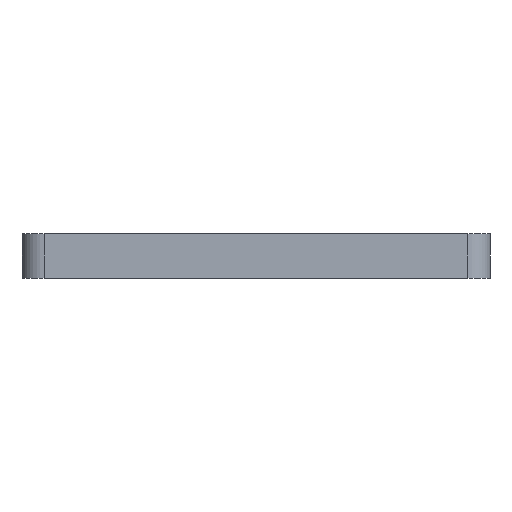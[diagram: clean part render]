
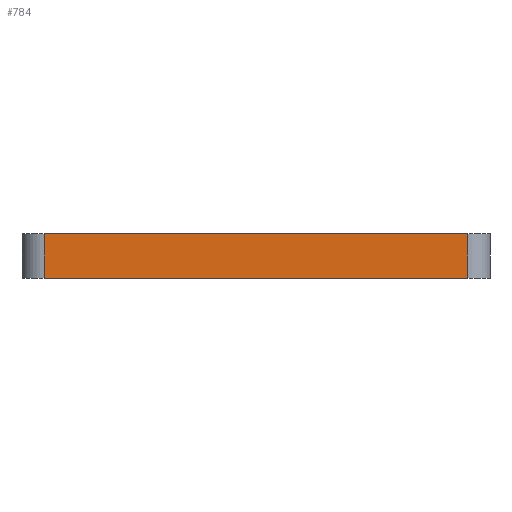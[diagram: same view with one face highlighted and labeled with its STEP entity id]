
A CAD part, front view. The second image highlights one B-rep face of the part: STEP entity #784.
In plain terms, the highlighted planar face has unit normal (0, -1, 0).
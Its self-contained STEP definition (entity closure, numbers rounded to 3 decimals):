
#54=PLANE('',#857);
#80=FACE_OUTER_BOUND('',#134,.T.);
#134=EDGE_LOOP('',(#605,#606,#607,#608));
#188=LINE('',#1152,#264);
#209=LINE('',#1222,#285);
#210=LINE('',#1226,#286);
#211=LINE('',#1227,#287);
#264=VECTOR('',#930,10.);
#285=VECTOR('',#985,10.);
#286=VECTOR('',#990,10.);
#287=VECTOR('',#991,10.);
#374=VERTEX_POINT('',#1149);
#375=VERTEX_POINT('',#1151);
#407=VERTEX_POINT('',#1221);
#408=VERTEX_POINT('',#1225);
#449=EDGE_CURVE('',#374,#375,#188,.T.);
#484=EDGE_CURVE('',#375,#407,#209,.T.);
#486=EDGE_CURVE('',#408,#374,#210,.T.);
#487=EDGE_CURVE('',#407,#408,#211,.T.);
#605=ORIENTED_EDGE('',*,*,#484,.F.);
#606=ORIENTED_EDGE('',*,*,#449,.F.);
#607=ORIENTED_EDGE('',*,*,#486,.F.);
#608=ORIENTED_EDGE('',*,*,#487,.F.);
#784=ADVANCED_FACE('',(#80),#54,.T.);
#857=AXIS2_PLACEMENT_3D('',#1224,#988,#989);
#930=DIRECTION('',(-1.,0.,0.));
#985=DIRECTION('',(0.,0.,1.));
#988=DIRECTION('center_axis',(0.,-1.,0.));
#989=DIRECTION('ref_axis',(-1.,0.,0.));
#990=DIRECTION('',(0.,0.,-1.));
#991=DIRECTION('',(1.,0.,0.));
#1149=CARTESIAN_POINT('',(9.5,-91.,-17.));
#1151=CARTESIAN_POINT('',(-9.5,-91.,-17.));
#1152=CARTESIAN_POINT('',(-10.5,-91.,-17.));
#1221=CARTESIAN_POINT('',(-9.5,-91.,-15.));
#1222=CARTESIAN_POINT('',(-9.5,-91.,-15.));
#1224=CARTESIAN_POINT('Origin',(10.5,-91.,-15.));
#1225=CARTESIAN_POINT('',(9.5,-91.,-15.));
#1226=CARTESIAN_POINT('',(9.5,-91.,-15.));
#1227=CARTESIAN_POINT('',(-10.5,-91.,-15.));
